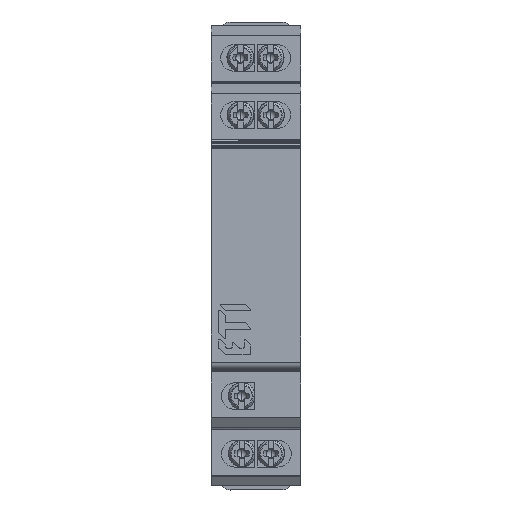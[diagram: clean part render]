
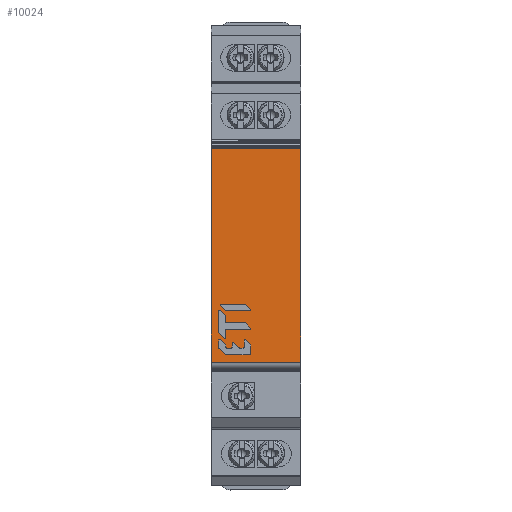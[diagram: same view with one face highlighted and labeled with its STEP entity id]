
A CAD part, top view. The second image highlights one B-rep face of the part: STEP entity #10024.
In plain terms, the highlighted planar face has unit normal (0, 0, 1).
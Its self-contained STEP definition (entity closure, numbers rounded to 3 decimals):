
#9393=DIRECTION('',(1.,0.,0.));
#9394=VECTOR('',#9393,17.5);
#9395=CARTESIAN_POINT('',(115.935,-95.404,99.412));
#9396=LINE('',#9395,#9394);
#9484=DIRECTION('',(-1.,0.,0.));
#9485=VECTOR('',#9484,17.5);
#9486=CARTESIAN_POINT('',(133.431,-53.702,99.412));
#9487=LINE('',#9486,#9485);
#9498=DIRECTION('',(0.,1.,0.));
#9499=VECTOR('',#9498,41.7);
#9500=CARTESIAN_POINT('',(115.935,-95.404,99.412));
#9501=LINE('',#9500,#9499);
#9613=DIRECTION('',(0.,1.,0.));
#9614=VECTOR('',#9613,41.7);
#9615=CARTESIAN_POINT('',(133.435,-95.402,99.412));
#9616=LINE('',#9615,#9614);
#9723=CARTESIAN_POINT('',(115.935,-95.403,99.412));
#9724=VERTEX_POINT('',#9723);
#9725=CARTESIAN_POINT('',(133.435,-95.402,99.412));
#9726=VERTEX_POINT('',#9725);
#9767=CARTESIAN_POINT('',(133.431,-53.702,99.412));
#9768=CARTESIAN_POINT('',(115.931,-53.704,99.412));
#9769=VERTEX_POINT('',#9767);
#9770=VERTEX_POINT('',#9768);
#10011=CARTESIAN_POINT('',(115.931,-53.704,
99.412));
#10012=DIRECTION('',(0.,0.,1.));
#10013=DIRECTION('',(0.,-1.,0.));
#10014=AXIS2_PLACEMENT_3D('',#10011,#10012,#10013);
#10015=PLANE('',#10014);
#10016=ORIENTED_EDGE('',*,*,#9780,.F.);
#10018=ORIENTED_EDGE('',*,*,#10017,.T.);
#10019=ORIENTED_EDGE('',*,*,#10001,.F.);
#10021=ORIENTED_EDGE('',*,*,#10020,.F.);
#10022=EDGE_LOOP('',(#10016,#10018,#10019,#10021));
#10023=FACE_OUTER_BOUND('',#10022,.F.);
#9780=EDGE_CURVE('',#9724,#9726,#9396,.T.);
#10001=EDGE_CURVE('',#9769,#9770,#9487,.T.);
#10017=EDGE_CURVE('',#9724,#9770,#9501,.T.);
#10020=EDGE_CURVE('',#9726,#9769,#9616,.T.);
#10024=ADVANCED_FACE('',(#10023),#10015,.T.);
